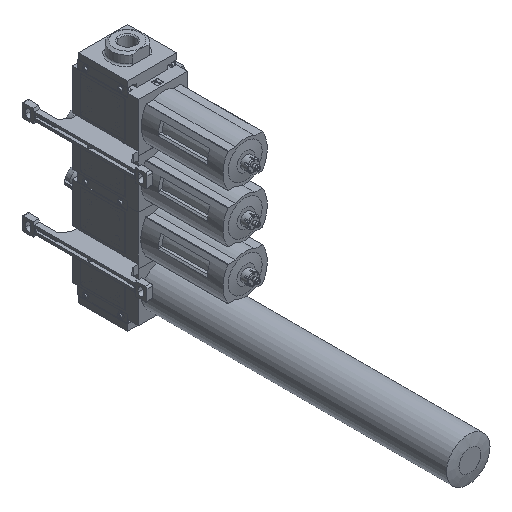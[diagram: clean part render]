
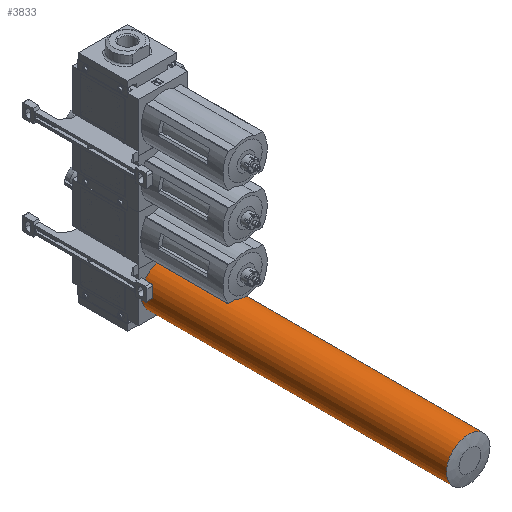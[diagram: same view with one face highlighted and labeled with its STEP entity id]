
A CAD part, isometric view. The second image highlights one B-rep face of the part: STEP entity #3833.
In plain terms, the highlighted cylindrical face has radius 27.5 mm (diameter 55 mm), a full revolution.
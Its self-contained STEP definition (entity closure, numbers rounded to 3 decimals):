
#3833 = ADVANCED_FACE( '', ( #7866, #7867 ), #7868, .T. );
#7866 = FACE_OUTER_BOUND( '', #12206, .T. );
#7867 = FACE_OUTER_BOUND( '', #12207, .T. );
#7868 = CYLINDRICAL_SURFACE( '', #12208, 27.5 );
#12206 = EDGE_LOOP( '', ( #23161 ) );
#12207 = EDGE_LOOP( '', ( #23162 ) );
#12208 = AXIS2_PLACEMENT_3D( '', #23163, #23164, #23165 );
#23161 = ORIENTED_EDGE( '', *, *, #28666, .T. );
#23162 = ORIENTED_EDGE( '', *, *, #29431, .T. );
#23163 = CARTESIAN_POINT( '', ( 0., -42., 0. ) );
#23164 = DIRECTION( '', ( 0., 1., 0. ) );
#23165 = DIRECTION( '', ( 0., 0., -1. ) );
#28666 = EDGE_CURVE( '', #35553, #35553, #35554, .T. );
#29431 = EDGE_CURVE( '', #36613, #36613, #36614, .F. );
#35553 = VERTEX_POINT( '', #45525 );
#35554 = CIRCLE( '', #45526, 27.5 );
#36613 = VERTEX_POINT( '', #47406 );
#36614 = CIRCLE( '', #47407, 27.5 );
#45525 = CARTESIAN_POINT( '', ( 27.5, -431., 0. ) );
#45526 = AXIS2_PLACEMENT_3D( '', #52924, #52925, #52926 );
#47406 = CARTESIAN_POINT( '', ( 0., -45., 27.5 ) );
#47407 = AXIS2_PLACEMENT_3D( '', #53677, #53678, #53679 );
#52924 = CARTESIAN_POINT( '', ( 0., -431., 0. ) );
#52925 = DIRECTION( '', ( 0., 1., 0. ) );
#52926 = DIRECTION( '', ( 1., 0., 0. ) );
#53677 = CARTESIAN_POINT( '', ( 0., -45., 0. ) );
#53678 = DIRECTION( '', ( 0., 1., 0. ) );
#53679 = DIRECTION( '', ( 0., 0., 1. ) );
